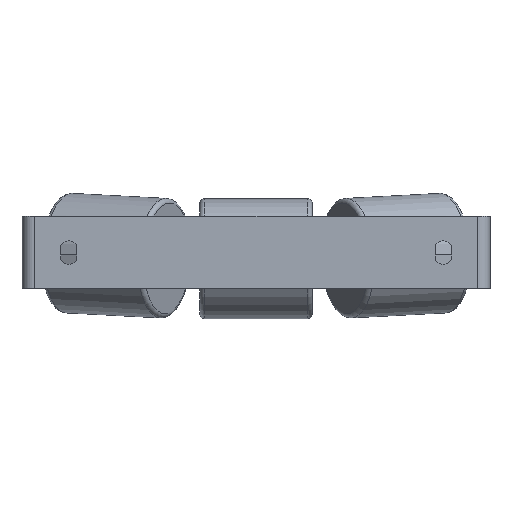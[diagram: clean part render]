
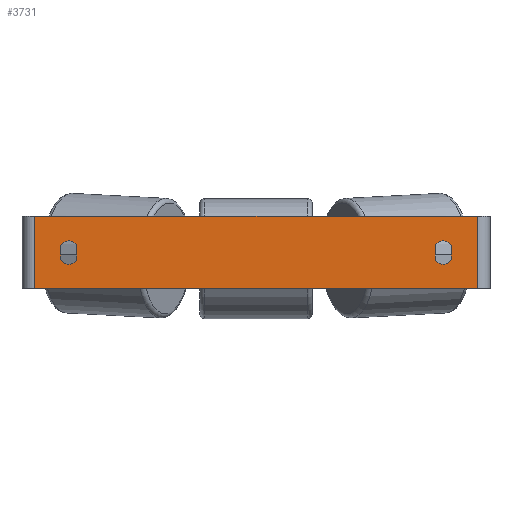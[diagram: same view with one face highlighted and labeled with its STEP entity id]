
A CAD part, front view. The second image highlights one B-rep face of the part: STEP entity #3731.
In plain terms, the highlighted planar face has unit normal (0, -1, 0).
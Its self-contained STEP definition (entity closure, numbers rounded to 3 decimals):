
#33 = VERTEX_POINT ( 'NONE', #550 ) ;
#84 = VERTEX_POINT ( 'NONE', #5268 ) ;
#109 = DIRECTION ( 'NONE',  ( 1., 0., 0. ) ) ;
#167 = EDGE_CURVE ( 'NONE', #4282, #4450, #2785, .T. ) ;
#207 = CARTESIAN_POINT ( 'NONE',  ( 199., 0., -7.359 ) ) ;
#283 = VECTOR ( 'NONE', #3169, 1000. ) ;
#291 = CARTESIAN_POINT ( 'NONE',  ( -208., 0., -3. ) ) ;
#375 = LINE ( 'NONE', #4198, #5327 ) ;
#461 = DIRECTION ( 'NONE',  ( 0., 1., 0. ) ) ;
#550 = CARTESIAN_POINT ( 'NONE',  ( 199., 0., 7.359 ) ) ;
#575 = CARTESIAN_POINT ( 'NONE',  ( -246., 0., 40. ) ) ;
#899 = DIRECTION ( 'NONE',  ( 0., 1., 0. ) ) ;
#903 = CARTESIAN_POINT ( 'NONE',  ( -217., 0., -7.359 ) ) ;
#959 = CARTESIAN_POINT ( 'NONE',  ( -208., 0., -3. ) ) ;
#976 = CIRCLE ( 'NONE', #4782, 10. ) ;
#998 = LINE ( 'NONE', #903, #5329 ) ;
#1061 = VERTEX_POINT ( 'NONE', #2802 ) ;
#1081 = AXIS2_PLACEMENT_3D ( 'NONE', #959, #3542, #3586 ) ;
#1111 = VERTEX_POINT ( 'NONE', #6346 ) ;
#1124 = DIRECTION ( 'NONE',  ( 0., 0., -1. ) ) ;
#1160 = CARTESIAN_POINT ( 'NONE',  ( 246., 0., 40. ) ) ;
#1191 = EDGE_CURVE ( 'NONE', #4450, #84, #8266, .T. ) ;
#1210 = ORIENTED_EDGE ( 'NONE', *, *, #3905, .F. ) ;
#1283 = FACE_BOUND ( 'NONE', #2996, .T. ) ;
#1381 = CARTESIAN_POINT ( 'NONE',  ( -208., 0., -13. ) ) ;
#1479 = ORIENTED_EDGE ( 'NONE', *, *, #2561, .F. ) ;
#1480 = EDGE_CURVE ( 'NONE', #2240, #7700, #6926, .T. ) ;
#1548 = CARTESIAN_POINT ( 'NONE',  ( 208., 0., 3. ) ) ;
#1625 = EDGE_CURVE ( 'NONE', #33, #1061, #6245, .T. ) ;
#1653 = DIRECTION ( 'NONE',  ( 0., 0., -1. ) ) ;
#1684 = ORIENTED_EDGE ( 'NONE', *, *, #6965, .T. ) ;
#1718 = EDGE_LOOP ( 'NONE', ( #7207, #6795, #8271, #7258 ) ) ;
#1750 = CARTESIAN_POINT ( 'NONE',  ( 217., 0., -7.359 ) ) ;
#1806 = CARTESIAN_POINT ( 'NONE',  ( 208., 0., -13. ) ) ;
#1894 = VERTEX_POINT ( 'NONE', #1806 ) ;
#2035 = CARTESIAN_POINT ( 'NONE',  ( -199., 0., -7.359 ) ) ;
#2131 = LINE ( 'NONE', #4725, #5055 ) ;
#2149 = CARTESIAN_POINT ( 'NONE',  ( -260., 0., 40. ) ) ;
#2160 = AXIS2_PLACEMENT_3D ( 'NONE', #1548, #899, #5418 ) ;
#2240 = VERTEX_POINT ( 'NONE', #8314 ) ;
#2307 = AXIS2_PLACEMENT_3D ( 'NONE', #7068, #3817, #2461 ) ;
#2311 = DIRECTION ( 'NONE',  ( 0., 0., -1. ) ) ;
#2419 = VERTEX_POINT ( 'NONE', #2598 ) ;
#2461 = DIRECTION ( 'NONE',  ( 0., 0., 1. ) ) ;
#2561 = EDGE_CURVE ( 'NONE', #7700, #2419, #3645, .T. ) ;
#2587 = EDGE_CURVE ( 'NONE', #6126, #33, #6076, .T. ) ;
#2598 = CARTESIAN_POINT ( 'NONE',  ( -199., 0., -7.359 ) ) ;
#2785 = LINE ( 'NONE', #2149, #7563 ) ;
#2802 = CARTESIAN_POINT ( 'NONE',  ( 217., 0., 7.359 ) ) ;
#2949 = VERTEX_POINT ( 'NONE', #6961 ) ;
#2996 = EDGE_LOOP ( 'NONE', ( #3488, #4663, #1210, #1479, #6786 ) ) ;
#3169 = DIRECTION ( 'NONE',  ( 0., 0., -1. ) ) ;
#3344 = ORIENTED_EDGE ( 'NONE', *, *, #7318, .T. ) ;
#3488 = ORIENTED_EDGE ( 'NONE', *, *, #5610, .F. ) ;
#3542 = DIRECTION ( 'NONE',  ( 0., -1., 0. ) ) ;
#3555 = DIRECTION ( 'NONE',  ( 0., 0., -1. ) ) ;
#3564 = EDGE_CURVE ( 'NONE', #2949, #1111, #7613, .T. ) ;
#3586 = DIRECTION ( 'NONE',  ( 0., 0., -1. ) ) ;
#3645 = CIRCLE ( 'NONE', #6925, 10. ) ;
#3731 = ADVANCED_FACE ( 'NONE', ( #7701, #1283, #8254 ), #5708, .F. ) ;
#3817 = DIRECTION ( 'NONE',  ( 0., 1., 0. ) ) ;
#3833 = CARTESIAN_POINT ( 'NONE',  ( 199., 0., -7.359 ) ) ;
#3905 = EDGE_CURVE ( 'NONE', #2419, #2949, #5950, .T. ) ;
#4198 = CARTESIAN_POINT ( 'NONE',  ( 217., 0., -7.359 ) ) ;
#4263 = CARTESIAN_POINT ( 'NONE',  ( -246., 0., -40. ) ) ;
#4282 = VERTEX_POINT ( 'NONE', #4698 ) ;
#4328 = DIRECTION ( 'NONE',  ( 0., -1., 0. ) ) ;
#4450 = VERTEX_POINT ( 'NONE', #7459 ) ;
#4521 = CARTESIAN_POINT ( 'NONE',  ( -208., 0., 3. ) ) ;
#4620 = EDGE_CURVE ( 'NONE', #4282, #6042, #6406, .T. ) ;
#4663 = ORIENTED_EDGE ( 'NONE', *, *, #3564, .F. ) ;
#4698 = CARTESIAN_POINT ( 'NONE',  ( -246., 0., 40. ) ) ;
#4725 = CARTESIAN_POINT ( 'NONE',  ( -260., 0., -40. ) ) ;
#4756 = DIRECTION ( 'NONE',  ( 0., 0., 1. ) ) ;
#4782 = AXIS2_PLACEMENT_3D ( 'NONE', #6399, #7677, #1124 ) ;
#4870 = EDGE_CURVE ( 'NONE', #6042, #84, #2131, .T. ) ;
#4978 = VERTEX_POINT ( 'NONE', #1750 ) ;
#5055 = VECTOR ( 'NONE', #7326, 1000. ) ;
#5268 = CARTESIAN_POINT ( 'NONE',  ( 246., 0., -40. ) ) ;
#5292 = VECTOR ( 'NONE', #5910, 1000. ) ;
#5327 = VECTOR ( 'NONE', #1653, 1000. ) ;
#5329 = VECTOR ( 'NONE', #2311, 1000. ) ;
#5418 = DIRECTION ( 'NONE',  ( 0., 0., 1. ) ) ;
#5610 = EDGE_CURVE ( 'NONE', #1111, #2240, #998, .T. ) ;
#5708 = PLANE ( 'NONE',  #2307 ) ;
#5910 = DIRECTION ( 'NONE',  ( 0., 0., -1. ) ) ;
#5950 = LINE ( 'NONE', #2035, #6402 ) ;
#5983 = AXIS2_PLACEMENT_3D ( 'NONE', #4521, #4328, #6851 ) ;
#5991 = DIRECTION ( 'NONE',  ( 0., 0., 1. ) ) ;
#6042 = VERTEX_POINT ( 'NONE', #4263 ) ;
#6076 = LINE ( 'NONE', #207, #7455 ) ;
#6126 = VERTEX_POINT ( 'NONE', #3833 ) ;
#6245 = CIRCLE ( 'NONE', #2160, 10. ) ;
#6291 = CARTESIAN_POINT ( 'NONE',  ( 208., 0., -3. ) ) ;
#6302 = AXIS2_PLACEMENT_3D ( 'NONE', #6291, #461, #7555 ) ;
#6346 = CARTESIAN_POINT ( 'NONE',  ( -217., 0., 7.359 ) ) ;
#6399 = CARTESIAN_POINT ( 'NONE',  ( 208., 0., -3. ) ) ;
#6402 = VECTOR ( 'NONE', #5991, 1000. ) ;
#6406 = LINE ( 'NONE', #575, #283 ) ;
#6577 = CIRCLE ( 'NONE', #6302, 10. ) ;
#6745 = EDGE_LOOP ( 'NONE', ( #6799, #8318, #1684, #3344, #7467 ) ) ;
#6786 = ORIENTED_EDGE ( 'NONE', *, *, #1480, .F. ) ;
#6795 = ORIENTED_EDGE ( 'NONE', *, *, #1191, .F. ) ;
#6799 = ORIENTED_EDGE ( 'NONE', *, *, #1625, .T. ) ;
#6851 = DIRECTION ( 'NONE',  ( 0., 0., 1. ) ) ;
#6925 = AXIS2_PLACEMENT_3D ( 'NONE', #291, #7482, #3555 ) ;
#6926 = CIRCLE ( 'NONE', #1081, 10. ) ;
#6961 = CARTESIAN_POINT ( 'NONE',  ( -199., 0., 7.359 ) ) ;
#6965 = EDGE_CURVE ( 'NONE', #4978, #1894, #6577, .T. ) ;
#7068 = CARTESIAN_POINT ( 'NONE',  ( -260., 0., 40. ) ) ;
#7207 = ORIENTED_EDGE ( 'NONE', *, *, #4870, .T. ) ;
#7258 = ORIENTED_EDGE ( 'NONE', *, *, #4620, .T. ) ;
#7318 = EDGE_CURVE ( 'NONE', #1894, #6126, #976, .T. ) ;
#7326 = DIRECTION ( 'NONE',  ( 1., 0., 0. ) ) ;
#7422 = EDGE_CURVE ( 'NONE', #1061, #4978, #375, .T. ) ;
#7455 = VECTOR ( 'NONE', #4756, 1000. ) ;
#7459 = CARTESIAN_POINT ( 'NONE',  ( 246., 0., 40. ) ) ;
#7467 = ORIENTED_EDGE ( 'NONE', *, *, #2587, .T. ) ;
#7482 = DIRECTION ( 'NONE',  ( 0., -1., 0. ) ) ;
#7555 = DIRECTION ( 'NONE',  ( 0., 0., -1. ) ) ;
#7563 = VECTOR ( 'NONE', #109, 1000. ) ;
#7613 = CIRCLE ( 'NONE', #5983, 10. ) ;
#7677 = DIRECTION ( 'NONE',  ( 0., 1., 0. ) ) ;
#7700 = VERTEX_POINT ( 'NONE', #1381 ) ;
#7701 = FACE_OUTER_BOUND ( 'NONE', #1718, .T. ) ;
#8254 = FACE_BOUND ( 'NONE', #6745, .T. ) ;
#8266 = LINE ( 'NONE', #1160, #5292 ) ;
#8271 = ORIENTED_EDGE ( 'NONE', *, *, #167, .F. ) ;
#8314 = CARTESIAN_POINT ( 'NONE',  ( -217., 0., -7.359 ) ) ;
#8318 = ORIENTED_EDGE ( 'NONE', *, *, #7422, .T. ) ;
